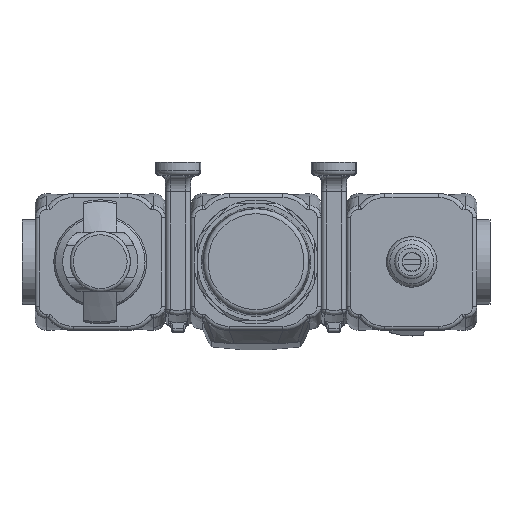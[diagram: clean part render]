
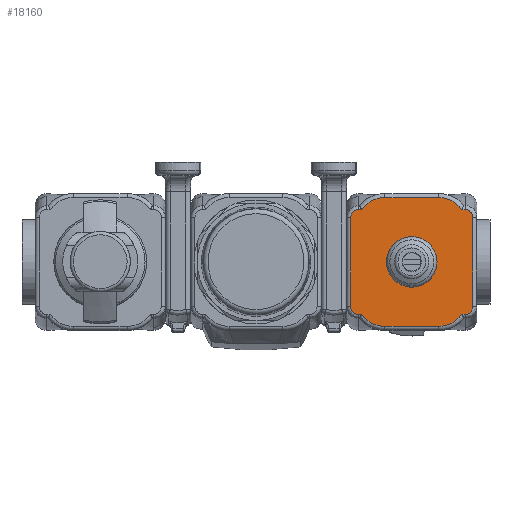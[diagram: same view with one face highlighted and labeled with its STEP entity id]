
A CAD part, top view. The second image highlights one B-rep face of the part: STEP entity #18160.
In plain terms, the highlighted planar face has unit normal (0, 0, 1).
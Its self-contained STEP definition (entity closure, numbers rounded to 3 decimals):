
#597=B_SPLINE_CURVE_WITH_KNOTS('',3,(#29516,#29517,#29518,#29519,#29520,
#29521),.UNSPECIFIED.,.F.,.F.,(4,1,1,4),(0.,0.164,0.274,
0.383),.UNSPECIFIED.);
#598=B_SPLINE_CURVE_WITH_KNOTS('',3,(#29522,#29523,#29524,#29525,#29526),
 .UNSPECIFIED.,.F.,.F.,(4,1,4),(0.,0.164,0.382),
 .UNSPECIFIED.);
#599=B_SPLINE_CURVE_WITH_KNOTS('',3,(#29529,#29530,#29531,#29532,#29533,
#29534),.UNSPECIFIED.,.F.,.F.,(4,1,1,4),(0.,0.164,0.274,
0.383),.UNSPECIFIED.);
#600=B_SPLINE_CURVE_WITH_KNOTS('',3,(#29535,#29536,#29537,#29538,#29539),
 .UNSPECIFIED.,.F.,.F.,(4,1,4),(0.,0.164,0.382),
 .UNSPECIFIED.);
#1487=LINE('',#29272,#2511);
#1501=LINE('',#29343,#2525);
#1504=LINE('',#29411,#2528);
#1517=LINE('',#29475,#2541);
#1518=LINE('',#29509,#2542);
#1519=LINE('',#29514,#2543);
#1520=LINE('',#29528,#2544);
#1521=LINE('',#29541,#2545);
#2511=VECTOR('',#22295,1000.);
#2525=VECTOR('',#22345,1000.);
#2528=VECTOR('',#22366,1000.);
#2541=VECTOR('',#22413,1000.);
#2542=VECTOR('',#22426,1000.);
#2543=VECTOR('',#22429,1000.);
#2544=VECTOR('',#22430,1000.);
#2545=VECTOR('',#22431,1000.);
#2991=PLANE('',#19330);
#6375=ORIENTED_EDGE('',*,*,#8512,.T.);
#6376=ORIENTED_EDGE('',*,*,#8513,.F.);
#6377=ORIENTED_EDGE('',*,*,#8514,.F.);
#6378=ORIENTED_EDGE('',*,*,#8515,.F.);
#6379=ORIENTED_EDGE('',*,*,#8516,.F.);
#6380=ORIENTED_EDGE('',*,*,#8474,.F.);
#6381=ORIENTED_EDGE('',*,*,#8517,.F.);
#6382=ORIENTED_EDGE('',*,*,#8518,.F.);
#6383=ORIENTED_EDGE('',*,*,#8510,.F.);
#6384=ORIENTED_EDGE('',*,*,#8450,.F.);
#6385=ORIENTED_EDGE('',*,*,#8509,.F.);
#6386=ORIENTED_EDGE('',*,*,#8507,.F.);
#6387=ORIENTED_EDGE('',*,*,#8519,.F.);
#6388=ORIENTED_EDGE('',*,*,#8486,.F.);
#6389=ORIENTED_EDGE('',*,*,#8520,.F.);
#6390=ORIENTED_EDGE('',*,*,#8521,.F.);
#6391=ORIENTED_EDGE('',*,*,#8522,.F.);
#8450=EDGE_CURVE('',#9775,#9774,#1487,.T.);
#8474=EDGE_CURVE('',#9787,#9788,#1501,.T.);
#8486=EDGE_CURVE('',#9794,#9795,#1504,.T.);
#8507=EDGE_CURVE('',#9805,#9806,#1517,.T.);
#8509=EDGE_CURVE('',#9806,#9775,#10368,.T.);
#8510=EDGE_CURVE('',#9774,#9807,#10369,.T.);
#8512=EDGE_CURVE('',#9808,#9808,#10370,.T.);
#8513=EDGE_CURVE('',#9809,#9810,#1518,.T.);
#8514=EDGE_CURVE('',#9811,#9809,#10371,.T.);
#8515=EDGE_CURVE('',#9812,#9811,#1519,.T.);
#8516=EDGE_CURVE('',#9788,#9812,#597,.T.);
#8517=EDGE_CURVE('',#9813,#9787,#598,.T.);
#8518=EDGE_CURVE('',#9807,#9813,#1520,.T.);
#8519=EDGE_CURVE('',#9795,#9805,#599,.T.);
#8520=EDGE_CURVE('',#9814,#9794,#600,.T.);
#8521=EDGE_CURVE('',#9815,#9814,#1521,.T.);
#8522=EDGE_CURVE('',#9810,#9815,#10372,.T.);
#9774=VERTEX_POINT('',#29269);
#9775=VERTEX_POINT('',#29271);
#9787=VERTEX_POINT('',#29342);
#9788=VERTEX_POINT('',#29344);
#9794=VERTEX_POINT('',#29410);
#9795=VERTEX_POINT('',#29412);
#9805=VERTEX_POINT('',#29474);
#9806=VERTEX_POINT('',#29476);
#9807=VERTEX_POINT('',#29493);
#9808=VERTEX_POINT('',#29508);
#9809=VERTEX_POINT('',#29510);
#9810=VERTEX_POINT('',#29511);
#9811=VERTEX_POINT('',#29513);
#9812=VERTEX_POINT('',#29515);
#9813=VERTEX_POINT('',#29527);
#9814=VERTEX_POINT('',#29540);
#9815=VERTEX_POINT('',#29542);
#10368=CIRCLE('',#19327,8.75);
#10369=CIRCLE('',#19329,8.75);
#10370=CIRCLE('',#19331,7.75);
#10371=CIRCLE('',#19332,8.75);
#10372=CIRCLE('',#19333,8.75);
#11190=EDGE_LOOP('',(#6375));
#11191=EDGE_LOOP('',(#6376,#6377,#6378,#6379,#6380,#6381,#6382,#6383,#6384,
#6385,#6386,#6387,#6388,#6389,#6390,#6391));
#12106=FACE_BOUND('',#11190,.T.);
#12107=FACE_BOUND('',#11191,.T.);
#18160=ADVANCED_FACE('',(#12106,#12107),#2991,.T.);
#19327=AXIS2_PLACEMENT_3D('',#29490,#22416,#22417);
#19329=AXIS2_PLACEMENT_3D('',#29492,#22420,#22421);
#19330=AXIS2_PLACEMENT_3D('',#29506,#22422,#22423);
#19331=AXIS2_PLACEMENT_3D('',#29507,#22424,#22425);
#19332=AXIS2_PLACEMENT_3D('',#29512,#22427,#22428);
#19333=AXIS2_PLACEMENT_3D('',#29543,#22432,#22433);
#22295=DIRECTION('',(-1.,0.,0.));
#22345=DIRECTION('',(0.,1.,0.));
#22366=DIRECTION('',(0.,-1.,0.));
#22413=DIRECTION('',(-1.,0.,0.));
#22416=DIRECTION('',(0.,0.,-1.));
#22417=DIRECTION('',(0.447,-0.894,0.));
#22420=DIRECTION('',(0.,0.,-1.));
#22421=DIRECTION('',(-0.447,-0.894,0.));
#22422=DIRECTION('',(0.,0.,1.));
#22423=DIRECTION('',(1.,0.,0.));
#22424=DIRECTION('',(0.,0.,-1.));
#22425=DIRECTION('',(1.,0.,0.));
#22426=DIRECTION('',(1.,0.,0.));
#22427=DIRECTION('',(0.,0.,-1.));
#22428=DIRECTION('',(-0.447,0.894,0.));
#22429=DIRECTION('',(1.,0.,0.));
#22430=DIRECTION('',(-1.,0.,0.));
#22431=DIRECTION('',(1.,0.,0.));
#22432=DIRECTION('',(0.,0.,-1.));
#22433=DIRECTION('',(0.447,0.894,0.));
#29269=CARTESIAN_POINT('',(-8.25,-19.75,27.5));
#29271=CARTESIAN_POINT('',(8.25,-19.75,27.5));
#29272=CARTESIAN_POINT('',(8.25,-19.75,27.5));
#29342=CARTESIAN_POINT('',(-18.75,-13.562,27.5));
#29343=CARTESIAN_POINT('',(-18.75,-13.562,27.5));
#29344=CARTESIAN_POINT('',(-18.75,13.562,27.5));
#29410=CARTESIAN_POINT('',(18.75,13.562,27.5));
#29411=CARTESIAN_POINT('',(18.75,13.562,27.5));
#29412=CARTESIAN_POINT('',(18.75,-13.562,27.5));
#29474=CARTESIAN_POINT('',(16.35,-16.061,27.5));
#29475=CARTESIAN_POINT('',(16.35,-16.061,27.5));
#29476=CARTESIAN_POINT('',(15.388,-16.061,27.5));
#29490=CARTESIAN_POINT('',(8.25,-11.,27.5));
#29492=CARTESIAN_POINT('',(-8.25,-11.,27.5));
#29493=CARTESIAN_POINT('',(-15.388,-16.061,27.5));
#29506=CARTESIAN_POINT('',(0.,0.,27.5));
#29507=CARTESIAN_POINT('',(0.,0.,27.5));
#29508=CARTESIAN_POINT('',(7.75,0.,27.5));
#29509=CARTESIAN_POINT('',(-8.25,19.75,27.5));
#29510=CARTESIAN_POINT('',(-8.25,19.75,27.5));
#29511=CARTESIAN_POINT('',(8.25,19.75,27.5));
#29512=CARTESIAN_POINT('',(-8.25,11.,27.5));
#29513=CARTESIAN_POINT('',(-15.388,16.061,27.5));
#29514=CARTESIAN_POINT('',(-16.35,16.061,27.5));
#29515=CARTESIAN_POINT('',(-16.35,16.061,27.5));
#29516=CARTESIAN_POINT('',(-18.75,13.562,27.5));
#29517=CARTESIAN_POINT('',(-18.75,14.109,27.5));
#29518=CARTESIAN_POINT('',(-18.453,15.024,27.5));
#29519=CARTESIAN_POINT('',(-17.449,15.882,27.5));
#29520=CARTESIAN_POINT('',(-16.715,16.061,27.5));
#29521=CARTESIAN_POINT('',(-16.35,16.061,27.5));
#29522=CARTESIAN_POINT('',(-16.35,-16.061,27.5));
#29523=CARTESIAN_POINT('',(-16.896,-16.061,27.5));
#29524=CARTESIAN_POINT('',(-18.18,-15.577,27.5));
#29525=CARTESIAN_POINT('',(-18.75,-14.29,27.5));
#29526=CARTESIAN_POINT('',(-18.75,-13.562,27.5));
#29527=CARTESIAN_POINT('',(-16.35,-16.061,27.5));
#29528=CARTESIAN_POINT('',(-15.388,-16.061,27.5));
#29529=CARTESIAN_POINT('',(18.75,-13.562,27.5));
#29530=CARTESIAN_POINT('',(18.75,-14.109,27.5));
#29531=CARTESIAN_POINT('',(18.453,-15.024,27.5));
#29532=CARTESIAN_POINT('',(17.449,-15.882,27.5));
#29533=CARTESIAN_POINT('',(16.715,-16.061,27.5));
#29534=CARTESIAN_POINT('',(16.35,-16.061,27.5));
#29535=CARTESIAN_POINT('',(16.35,16.061,27.5));
#29536=CARTESIAN_POINT('',(16.896,16.061,27.5));
#29537=CARTESIAN_POINT('',(18.18,15.577,27.5));
#29538=CARTESIAN_POINT('',(18.75,14.29,27.5));
#29539=CARTESIAN_POINT('',(18.75,13.562,27.5));
#29540=CARTESIAN_POINT('',(16.35,16.061,27.5));
#29541=CARTESIAN_POINT('',(15.388,16.061,27.5));
#29542=CARTESIAN_POINT('',(15.388,16.061,27.5));
#29543=CARTESIAN_POINT('',(8.25,11.,27.5));
